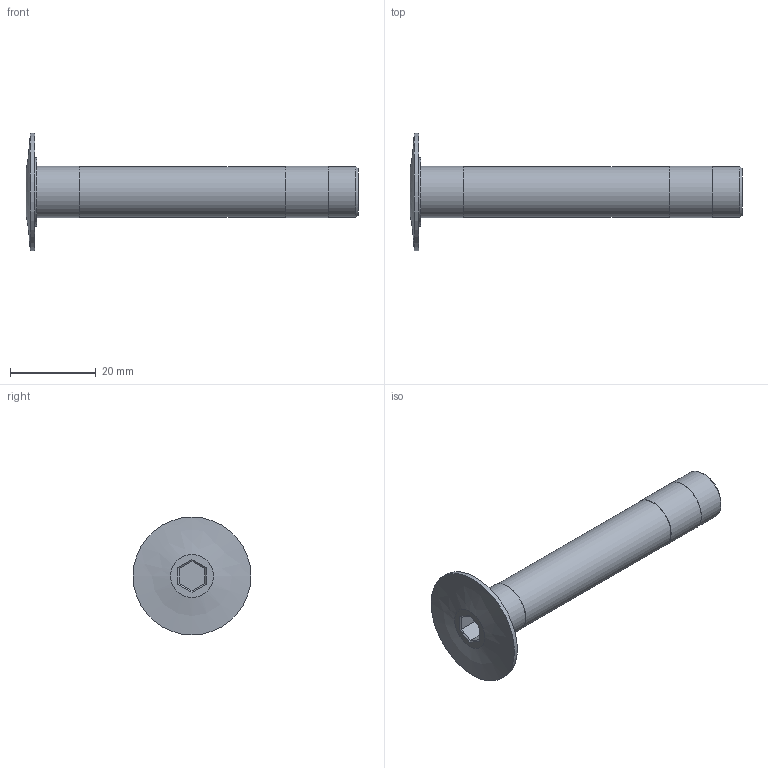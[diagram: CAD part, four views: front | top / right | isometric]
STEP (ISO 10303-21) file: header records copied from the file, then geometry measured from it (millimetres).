
FILE_DESCRIPTION(/* description */ (''),/* implementation_level */ '2;1');
FILE_NAME(/* name */ 'Goupille pedalier.step',/* time_stamp */ '2021-04-16T18:07:19+02:00',/* author */ (''),/* organization */ (''),/* preprocessor_version */ 'ST-DEVELOPER v18.1',/* originating_system */ 'Autodesk Translation Framework v10.6.0.1341',/* authorisation */ '');
FILE_SCHEMA (('AUTOMOTIVE_DESIGN { 1 0 10303 214 3 1 1 }'));
Length unit declared in the file: millimetre
Products named in the file (1): Goupille 3
Bounding box: 77.5 x 27.5 x 27.5 mm (x, y, z)
Volume: 8463.8 mm3; surface area: 4584.9 mm2
Topology: 1 solids, 1 shells, 41 faces, 83 edges, 51 vertices
Faces by surface type: plane 33, cylinder 6, bspline 1, cone 1
Full cylindrical faces by diameter (mm): 11.8 x1, 11.866 x1, 12 x2, 16 x1, 27.5 x1
Entity records: 1104 total; most frequent: CARTESIAN_POINT 202, DIRECTION 181, ORIENTED_EDGE 166, EDGE_CURVE 83, LINE 67, VECTOR 67, AXIS2_PLACEMENT_3D 57, VERTEX_POINT 51
